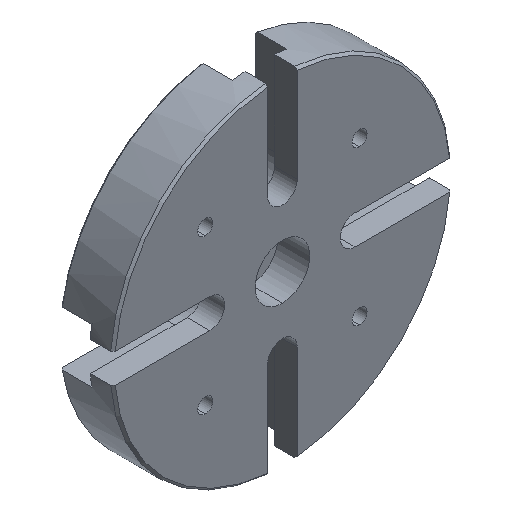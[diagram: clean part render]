
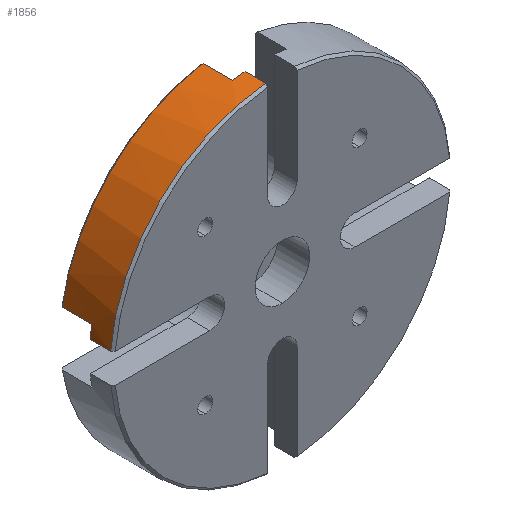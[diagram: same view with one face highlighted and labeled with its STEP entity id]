
A CAD part, isometric view. The second image highlights one B-rep face of the part: STEP entity #1856.
In plain terms, the highlighted cylindrical face has radius 37.5 mm (diameter 75 mm), a partial arc.
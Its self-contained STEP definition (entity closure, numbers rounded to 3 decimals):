
#25 = VERTEX_POINT ( 'NONE', #1786 ) ;
#54 = VERTEX_POINT ( 'NONE', #1038 ) ;
#101 = DIRECTION ( 'NONE',  ( 0., -1., 0. ) ) ;
#103 = VECTOR ( 'NONE', #1533, 1000. ) ;
#130 = AXIS2_PLACEMENT_3D ( 'NONE', #1519, #1714, #1380 ) ;
#152 = CARTESIAN_POINT ( 'NONE',  ( 0., -5.5, 0. ) ) ;
#160 = CARTESIAN_POINT ( 'NONE',  ( -3.25, 6., 37.359 ) ) ;
#239 = CIRCLE ( 'NONE', #1092, 37.5 ) ;
#321 = DIRECTION ( 'NONE',  ( 0., -1., 0. ) ) ;
#366 = FACE_OUTER_BOUND ( 'NONE', #1049, .T. ) ;
#502 = VECTOR ( 'NONE', #101, 1000. ) ;
#506 = CARTESIAN_POINT ( 'NONE',  ( -37.359, -1., 3.25 ) ) ;
#538 = ORIENTED_EDGE ( 'NONE', *, *, #1797, .F. ) ;
#552 = EDGE_CURVE ( 'NONE', #1187, #1887, #1051, .T. ) ;
#559 = AXIS2_PLACEMENT_3D ( 'NONE', #152, #768, #1365 ) ;
#564 = ORIENTED_EDGE ( 'NONE', *, *, #1764, .T. ) ;
#587 = CIRCLE ( 'NONE', #130, 37.5 ) ;
#629 = VERTEX_POINT ( 'NONE', #1818 ) ;
#698 = DIRECTION ( 'NONE',  ( 0., 0., -1. ) ) ;
#708 = VECTOR ( 'NONE', #321, 1000. ) ;
#722 = AXIS2_PLACEMENT_3D ( 'NONE', #1558, #1383, #1241 ) ;
#768 = DIRECTION ( 'NONE',  ( 0., 1., 0. ) ) ;
#779 = CIRCLE ( 'NONE', #559, 37.5 ) ;
#830 = CARTESIAN_POINT ( 'NONE',  ( -37.359, -5.5, 3.25 ) ) ;
#833 = VERTEX_POINT ( 'NONE', #1312 ) ;
#845 = VECTOR ( 'NONE', #926, 1000. ) ;
#900 = ORIENTED_EDGE ( 'NONE', *, *, #1340, .T. ) ;
#926 = DIRECTION ( 'NONE',  ( 0., 1., 0. ) ) ;
#927 = EDGE_CURVE ( 'NONE', #54, #1647, #1181, .T. ) ;
#977 = CIRCLE ( 'NONE', #722, 37.5 ) ;
#1026 = VERTEX_POINT ( 'NONE', #1221 ) ;
#1038 = CARTESIAN_POINT ( 'NONE',  ( -37.017, 5.5, 6. ) ) ;
#1049 = EDGE_LOOP ( 'NONE', ( #538, #1107, #900, #1761, #1962, #1595, #564, #1795 ) ) ;
#1051 = LINE ( 'NONE', #1370, #708 ) ;
#1058 = CARTESIAN_POINT ( 'NONE',  ( -37.017, -1., 6. ) ) ;
#1092 = AXIS2_PLACEMENT_3D ( 'NONE', #1331, #1323, #1179 ) ;
#1107 = ORIENTED_EDGE ( 'NONE', *, *, #1178, .T. ) ;
#1178 = EDGE_CURVE ( 'NONE', #25, #1026, #1381, .T. ) ;
#1179 = DIRECTION ( 'NONE',  ( 0., 0., 1. ) ) ;
#1181 = LINE ( 'NONE', #1920, #502 ) ;
#1187 = VERTEX_POINT ( 'NONE', #506 ) ;
#1221 = CARTESIAN_POINT ( 'NONE',  ( -6., 5.5, 37.017 ) ) ;
#1241 = DIRECTION ( 'NONE',  ( 0., 0., 1. ) ) ;
#1312 = CARTESIAN_POINT ( 'NONE',  ( -3.25, -1., 37.359 ) ) ;
#1323 = DIRECTION ( 'NONE',  ( 0., 1., 0. ) ) ;
#1331 = CARTESIAN_POINT ( 'NONE',  ( 0., -1., 0. ) ) ;
#1340 = EDGE_CURVE ( 'NONE', #1026, #54, #977, .T. ) ;
#1346 = AXIS2_PLACEMENT_3D ( 'NONE', #1580, #1763, #698 ) ;
#1365 = DIRECTION ( 'NONE',  ( 0., 0., 1. ) ) ;
#1370 = CARTESIAN_POINT ( 'NONE',  ( -37.359, 6., 3.25 ) ) ;
#1380 = DIRECTION ( 'NONE',  ( 0., 0., 1. ) ) ;
#1381 = LINE ( 'NONE', #1570, #103 ) ;
#1383 = DIRECTION ( 'NONE',  ( 0., -1., 0. ) ) ;
#1512 = LINE ( 'NONE', #160, #845 ) ;
#1519 = CARTESIAN_POINT ( 'NONE',  ( 0., -1., 0. ) ) ;
#1533 = DIRECTION ( 'NONE',  ( 0., 1., 0. ) ) ;
#1558 = CARTESIAN_POINT ( 'NONE',  ( 0., 5.5, 0. ) ) ;
#1570 = CARTESIAN_POINT ( 'NONE',  ( -6., 6., 37.017 ) ) ;
#1580 = CARTESIAN_POINT ( 'NONE',  ( 0., 6., 0. ) ) ;
#1581 = EDGE_CURVE ( 'NONE', #1187, #1647, #239, .T. ) ;
#1595 = ORIENTED_EDGE ( 'NONE', *, *, #552, .T. ) ;
#1647 = VERTEX_POINT ( 'NONE', #1058 ) ;
#1714 = DIRECTION ( 'NONE',  ( 0., 1., 0. ) ) ;
#1722 = EDGE_CURVE ( 'NONE', #629, #833, #1512, .T. ) ;
#1761 = ORIENTED_EDGE ( 'NONE', *, *, #927, .T. ) ;
#1763 = DIRECTION ( 'NONE',  ( 0., -1., 0. ) ) ;
#1764 = EDGE_CURVE ( 'NONE', #1887, #629, #779, .T. ) ;
#1786 = CARTESIAN_POINT ( 'NONE',  ( -6., -1., 37.017 ) ) ;
#1795 = ORIENTED_EDGE ( 'NONE', *, *, #1722, .T. ) ;
#1797 = EDGE_CURVE ( 'NONE', #25, #833, #587, .T. ) ;
#1818 = CARTESIAN_POINT ( 'NONE',  ( -3.25, -5.5, 37.359 ) ) ;
#1856 = ADVANCED_FACE ( 'NONE', ( #366 ), #1904, .T. ) ;
#1887 = VERTEX_POINT ( 'NONE', #830 ) ;
#1904 = CYLINDRICAL_SURFACE ( 'NONE', #1346, 37.5 ) ;
#1920 = CARTESIAN_POINT ( 'NONE',  ( -37.017, 6., 6. ) ) ;
#1962 = ORIENTED_EDGE ( 'NONE', *, *, #1581, .F. ) ;
